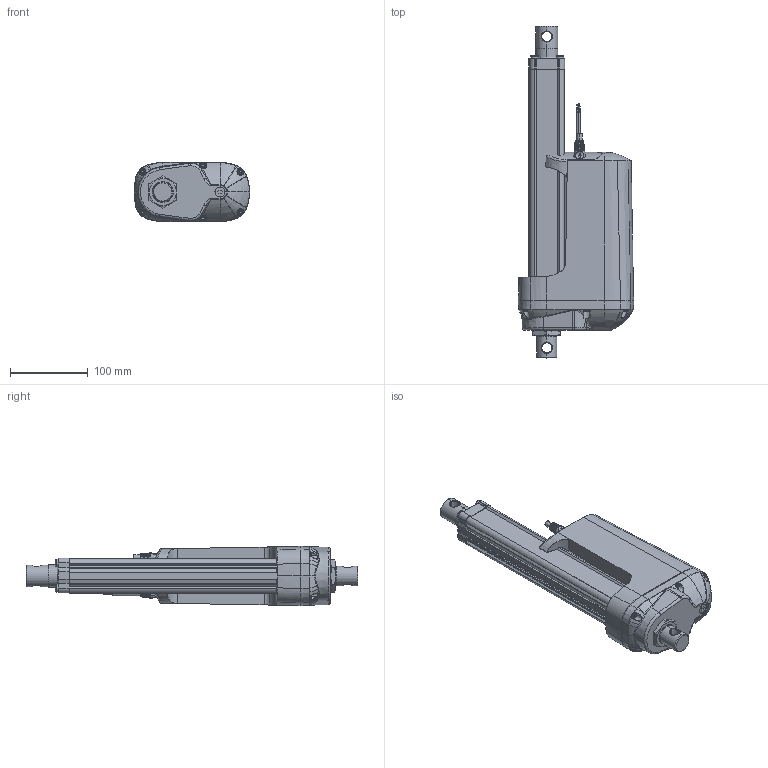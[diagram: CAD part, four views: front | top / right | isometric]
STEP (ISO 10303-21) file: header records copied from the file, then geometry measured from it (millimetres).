
FILE_DESCRIPTION (( 'STEP AP203' ), '1' );
FILE_NAME ('YMD608-200-400.STEP', '2024-10-15T03:05:43', ( '' ), ( '' ), 'SwSTEP 2.0', 'SolidWorks 2020', '' );
FILE_SCHEMA (( 'CONFIG_CONTROL_DESIGN' ));
Length unit declared in the file: millimetre
Products named in the file (1): YMD608-200-400
Bounding box: 148 x 426.6 x 76 mm (x, y, z)
Volume: 2035617.4 mm3; surface area: 232565.5 mm2
Topology: 10 solids, 11 shells, 1486 faces, 4122 edges, 2689 vertices
Faces by surface type: cylinder 540, plane 355, bspline 310, torus 157, cone 116, sphere 8
Entity records: 94241 total; most frequent: CARTESIAN_POINT 61262, ORIENTED_EDGE 8228, DIRECTION 5003, EDGE_CURVE 4114, VERTEX_POINT 2687, B_SPLINE_CURVE_WITH_KNOTS 2033, AXIS2_PLACEMENT_3D 1948, EDGE_LOOP 1559
